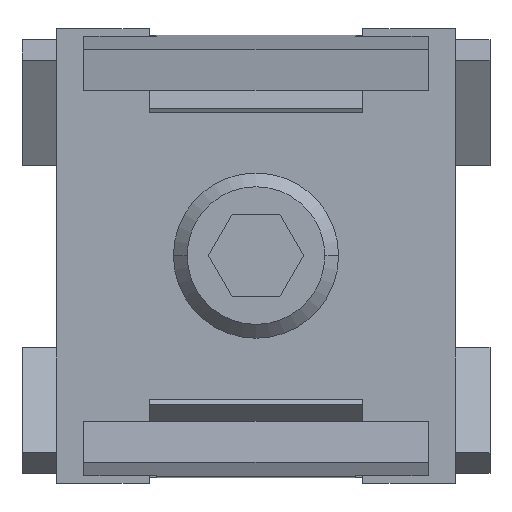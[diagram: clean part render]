
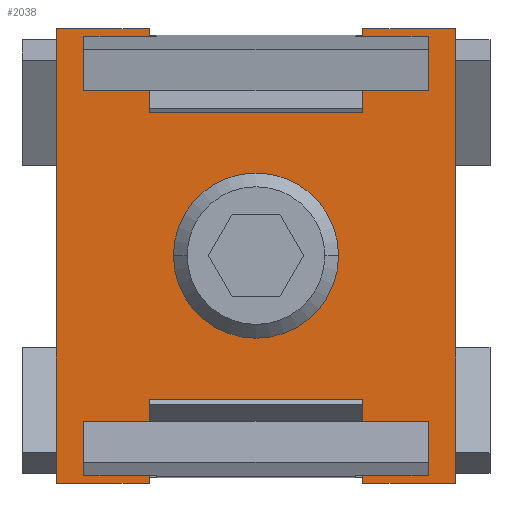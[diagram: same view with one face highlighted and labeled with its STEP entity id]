
A CAD part, top view. The second image highlights one B-rep face of the part: STEP entity #2038.
In plain terms, the highlighted planar face has unit normal (0, 0, 1).
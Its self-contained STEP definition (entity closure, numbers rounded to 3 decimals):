
#1706=AXIS2_PLACEMENT_3D('Circle Axis2P3D',#1704,#1705,$) ;
#1758=AXIS2_PLACEMENT_3D('Circle Axis2P3D',#1756,#1757,$) ;
#1948=AXIS2_PLACEMENT_3D('Plane Axis2P3D',#1945,#1946,#1947) ;
#1701=CARTESIAN_POINT('Vertex',(2.637,-4.827,3.)) ;
#1704=CARTESIAN_POINT('Axis2P3D Location',(0.,0.,3.)) ;
#1708=CARTESIAN_POINT('Vertex',(-2.637,4.827,3.)) ;
#1756=CARTESIAN_POINT('Axis2P3D Location',(0.,0.,3.)) ;
#1806=CARTESIAN_POINT('Vertex',(-10.4,-7.75,3.)) ;
#1813=CARTESIAN_POINT('Vertex',(-16.5,-7.75,3.)) ;
#1816=CARTESIAN_POINT('Line Origine',(-13.45,-7.75,3.)) ;
#1833=CARTESIAN_POINT('Line Origine',(-10.4,0.,3.)) ;
#1837=CARTESIAN_POINT('Vertex',(-10.4,7.75,3.)) ;
#1856=CARTESIAN_POINT('Vertex',(16.5,-7.75,3.)) ;
#1863=CARTESIAN_POINT('Vertex',(10.4,-7.75,3.)) ;
#1866=CARTESIAN_POINT('Line Origine',(13.45,-7.75,3.)) ;
#1887=CARTESIAN_POINT('Vertex',(10.4,7.75,3.)) ;
#1890=CARTESIAN_POINT('Line Origine',(10.4,0.,3.)) ;
#1907=CARTESIAN_POINT('Line Origine',(13.45,7.75,3.)) ;
#1911=CARTESIAN_POINT('Vertex',(16.5,7.75,3.)) ;
#1926=CARTESIAN_POINT('Line Origine',(-13.45,7.75,3.)) ;
#1930=CARTESIAN_POINT('Vertex',(-16.5,7.75,3.)) ;
#1945=CARTESIAN_POINT('Axis2P3D Location',(0.,-7.5,3.)) ;
#1950=CARTESIAN_POINT('Line Origine',(16.5,-9.625,3.)) ;
#1954=CARTESIAN_POINT('Vertex',(16.5,-11.5,3.)) ;
#1957=CARTESIAN_POINT('Line Origine',(16.5,9.625,3.)) ;
#1961=CARTESIAN_POINT('Vertex',(16.5,11.5,3.)) ;
#1964=CARTESIAN_POINT('Line Origine',(16.5,13.,3.)) ;
#1968=CARTESIAN_POINT('Vertex',(16.5,14.5,3.)) ;
#1971=CARTESIAN_POINT('Line Origine',(0.,14.5,3.)) ;
#1975=CARTESIAN_POINT('Vertex',(-16.5,14.5,3.)) ;
#1978=CARTESIAN_POINT('Line Origine',(-16.5,13.,3.)) ;
#1982=CARTESIAN_POINT('Vertex',(-16.5,11.5,3.)) ;
#1985=CARTESIAN_POINT('Line Origine',(-16.5,9.625,3.)) ;
#1990=CARTESIAN_POINT('Line Origine',(-16.5,-9.625,3.)) ;
#1994=CARTESIAN_POINT('Vertex',(-16.5,-11.5,3.)) ;
#1997=CARTESIAN_POINT('Line Origine',(-16.5,-13.,3.)) ;
#2001=CARTESIAN_POINT('Vertex',(-16.5,-14.5,3.)) ;
#2004=CARTESIAN_POINT('Line Origine',(0.,-14.5,3.)) ;
#2008=CARTESIAN_POINT('Vertex',(16.5,-14.5,3.)) ;
#2011=CARTESIAN_POINT('Line Origine',(16.5,-13.,3.)) ;
#1705=DIRECTION('Axis2P3D Direction',(0.,0.,1.)) ;
#1757=DIRECTION('Axis2P3D Direction',(0.,0.,1.)) ;
#1817=DIRECTION('Vector Direction',(1.,0.,0.)) ;
#1834=DIRECTION('Vector Direction',(0.,-1.,0.)) ;
#1867=DIRECTION('Vector Direction',(1.,0.,0.)) ;
#1891=DIRECTION('Vector Direction',(0.,-1.,0.)) ;
#1908=DIRECTION('Vector Direction',(1.,0.,0.)) ;
#1927=DIRECTION('Vector Direction',(1.,0.,0.)) ;
#1946=DIRECTION('Axis2P3D Direction',(0.,0.,1.)) ;
#1947=DIRECTION('Axis2P3D XDirection',(1.,0.,0.)) ;
#1951=DIRECTION('Vector Direction',(0.,1.,0.)) ;
#1958=DIRECTION('Vector Direction',(0.,1.,0.)) ;
#1965=DIRECTION('Vector Direction',(0.,1.,0.)) ;
#1972=DIRECTION('Vector Direction',(-1.,0.,0.)) ;
#1979=DIRECTION('Vector Direction',(0.,-1.,0.)) ;
#1986=DIRECTION('Vector Direction',(0.,-1.,0.)) ;
#1991=DIRECTION('Vector Direction',(0.,-1.,0.)) ;
#1998=DIRECTION('Vector Direction',(0.,-1.,0.)) ;
#2005=DIRECTION('Vector Direction',(-1.,0.,0.)) ;
#2012=DIRECTION('Vector Direction',(0.,1.,0.)) ;
#1818=VECTOR('Line Direction',#1817,1.) ;
#1835=VECTOR('Line Direction',#1834,1.) ;
#1868=VECTOR('Line Direction',#1867,1.) ;
#1892=VECTOR('Line Direction',#1891,1.) ;
#1909=VECTOR('Line Direction',#1908,1.) ;
#1928=VECTOR('Line Direction',#1927,1.) ;
#1952=VECTOR('Line Direction',#1951,1.) ;
#1959=VECTOR('Line Direction',#1958,1.) ;
#1966=VECTOR('Line Direction',#1965,1.) ;
#1973=VECTOR('Line Direction',#1972,1.) ;
#1980=VECTOR('Line Direction',#1979,1.) ;
#1987=VECTOR('Line Direction',#1986,1.) ;
#1992=VECTOR('Line Direction',#1991,1.) ;
#1999=VECTOR('Line Direction',#1998,1.) ;
#2006=VECTOR('Line Direction',#2005,1.) ;
#2013=VECTOR('Line Direction',#2012,1.) ;
#2017=ORIENTED_EDGE('',*,*,#1956,.T.) ;
#2018=ORIENTED_EDGE('',*,*,#1870,.T.) ;
#2019=ORIENTED_EDGE('',*,*,#1894,.F.) ;
#2020=ORIENTED_EDGE('',*,*,#1913,.F.) ;
#2021=ORIENTED_EDGE('',*,*,#1963,.F.) ;
#2022=ORIENTED_EDGE('',*,*,#1970,.T.) ;
#2023=ORIENTED_EDGE('',*,*,#1977,.F.) ;
#2024=ORIENTED_EDGE('',*,*,#1984,.F.) ;
#2025=ORIENTED_EDGE('',*,*,#1989,.F.) ;
#2026=ORIENTED_EDGE('',*,*,#1932,.F.) ;
#2027=ORIENTED_EDGE('',*,*,#1839,.F.) ;
#2028=ORIENTED_EDGE('',*,*,#1820,.T.) ;
#2029=ORIENTED_EDGE('',*,*,#1996,.T.) ;
#2030=ORIENTED_EDGE('',*,*,#2003,.T.) ;
#2031=ORIENTED_EDGE('',*,*,#2010,.T.) ;
#2032=ORIENTED_EDGE('',*,*,#2015,.F.) ;
#2035=ORIENTED_EDGE('',*,*,#1760,.F.) ;
#2036=ORIENTED_EDGE('',*,*,#1710,.F.) ;
#2037=FACE_BOUND('',#2034,.T.) ;
#2038=ADVANCED_FACE('Hauptkoerper nicht benutzen',(#2033,#2037),#1949,.T.) ;
#1707=CIRCLE('generated circle',#1706,5.5) ;
#1759=CIRCLE('generated circle',#1758,5.5) ;
#1710=EDGE_CURVE('',#1702,#1709,#1707,.T.) ;
#1760=EDGE_CURVE('',#1709,#1702,#1759,.T.) ;
#1820=EDGE_CURVE('',#1807,#1814,#1819,.F.) ;
#1839=EDGE_CURVE('',#1807,#1838,#1836,.F.) ;
#1870=EDGE_CURVE('',#1857,#1864,#1869,.F.) ;
#1894=EDGE_CURVE('',#1888,#1864,#1893,.T.) ;
#1913=EDGE_CURVE('',#1912,#1888,#1910,.F.) ;
#1932=EDGE_CURVE('',#1838,#1931,#1929,.F.) ;
#1956=EDGE_CURVE('',#1955,#1857,#1953,.T.) ;
#1963=EDGE_CURVE('',#1962,#1912,#1960,.F.) ;
#1970=EDGE_CURVE('',#1962,#1969,#1967,.T.) ;
#1977=EDGE_CURVE('',#1976,#1969,#1974,.F.) ;
#1984=EDGE_CURVE('',#1983,#1976,#1981,.F.) ;
#1989=EDGE_CURVE('',#1931,#1983,#1988,.F.) ;
#1996=EDGE_CURVE('',#1814,#1995,#1993,.T.) ;
#2003=EDGE_CURVE('',#1995,#2002,#2000,.T.) ;
#2010=EDGE_CURVE('',#2002,#2009,#2007,.F.) ;
#2015=EDGE_CURVE('',#1955,#2009,#2014,.F.) ;
#2016=EDGE_LOOP('',(#2017,#2018,#2019,#2020,#2021,#2022,#2023,#2024,#2025,#2026,#2027,#2028,#2029,#2030,#2031,#2032)) ;
#2034=EDGE_LOOP('',(#2035,#2036)) ;
#2033=FACE_OUTER_BOUND('',#2016,.T.) ;
#1819=LINE('Line',#1816,#1818) ;
#1836=LINE('Line',#1833,#1835) ;
#1869=LINE('Line',#1866,#1868) ;
#1893=LINE('Line',#1890,#1892) ;
#1910=LINE('Line',#1907,#1909) ;
#1929=LINE('Line',#1926,#1928) ;
#1953=LINE('Line',#1950,#1952) ;
#1960=LINE('Line',#1957,#1959) ;
#1967=LINE('Line',#1964,#1966) ;
#1974=LINE('Line',#1971,#1973) ;
#1981=LINE('Line',#1978,#1980) ;
#1988=LINE('Line',#1985,#1987) ;
#1993=LINE('Line',#1990,#1992) ;
#2000=LINE('Line',#1997,#1999) ;
#2007=LINE('Line',#2004,#2006) ;
#2014=LINE('Line',#2011,#2013) ;
#1949=PLANE('Plane',#1948) ;
#1702=VERTEX_POINT('',#1701) ;
#1709=VERTEX_POINT('',#1708) ;
#1807=VERTEX_POINT('',#1806) ;
#1814=VERTEX_POINT('',#1813) ;
#1838=VERTEX_POINT('',#1837) ;
#1857=VERTEX_POINT('',#1856) ;
#1864=VERTEX_POINT('',#1863) ;
#1888=VERTEX_POINT('',#1887) ;
#1912=VERTEX_POINT('',#1911) ;
#1931=VERTEX_POINT('',#1930) ;
#1955=VERTEX_POINT('',#1954) ;
#1962=VERTEX_POINT('',#1961) ;
#1969=VERTEX_POINT('',#1968) ;
#1976=VERTEX_POINT('',#1975) ;
#1983=VERTEX_POINT('',#1982) ;
#1995=VERTEX_POINT('',#1994) ;
#2002=VERTEX_POINT('',#2001) ;
#2009=VERTEX_POINT('',#2008) ;
